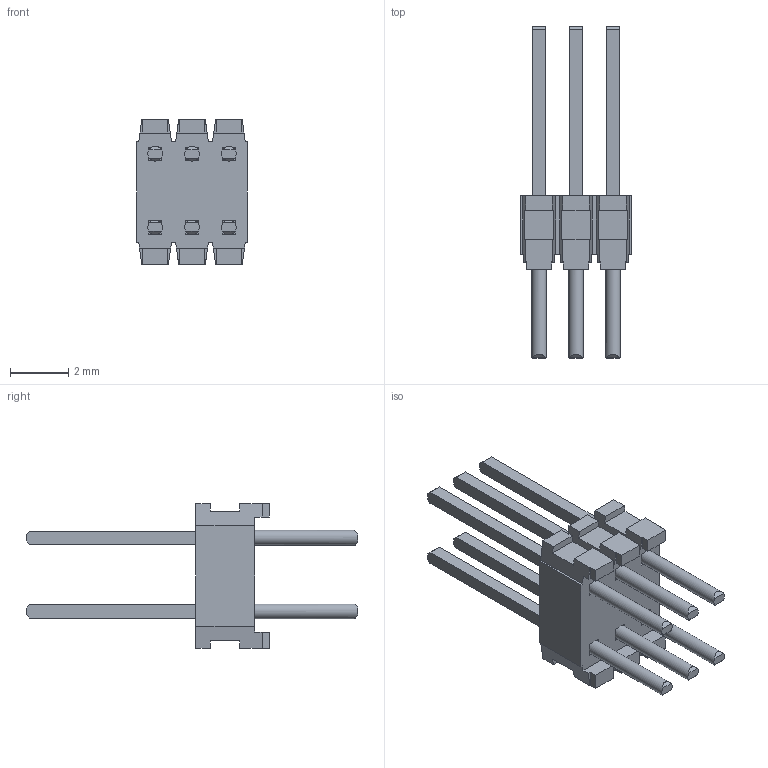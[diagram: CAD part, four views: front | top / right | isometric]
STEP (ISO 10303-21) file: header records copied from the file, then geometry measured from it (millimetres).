
FILE_DESCRIPTION( ( 'STEP AP214' ), ' ' );
FILE_NAME( 'TMS-103-01-L-D.stp', '2017-04-13T16:33:11', ( '' ), ( '' ), ' ', 'PARTsolutions', ' ' );
FILE_SCHEMA( ( 'AUTOMOTIVE_DESIGN { 1 0 10303 214 1 1 1 1 }' ) );
Length unit declared in the file: inch
Products named in the file (3): TMS-103-01-L-D; _TMS-103-D_header; _T-1M6-03-01-D
Assembly tree (2 placements, depth 2):
  TMS-103-01-L-D
    _TMS-103-D_header
    _T-1M6-03-01-D
Bounding box: 3.81 x 11.43 x 4.98 mm (x, y, z)
Volume: 51.9 mm3; surface area: 249 mm2
Topology: 2 solids, 2 shells, 212 faces, 608 edges, 400 vertices
Faces by surface type: plane 206, cylinder 6
Full cylindrical faces by diameter (mm): 0.508 x6
Entity records: 4455 total; most frequent: ORIENTED_EDGE 1192, EDGE_CURVE 596, CARTESIAN_POINT 580, LINE 392, VERTEX_POINT 378, EDGE_LOOP 230, FACE_OUTER_BOUND 218, STYLED_ITEM 212
